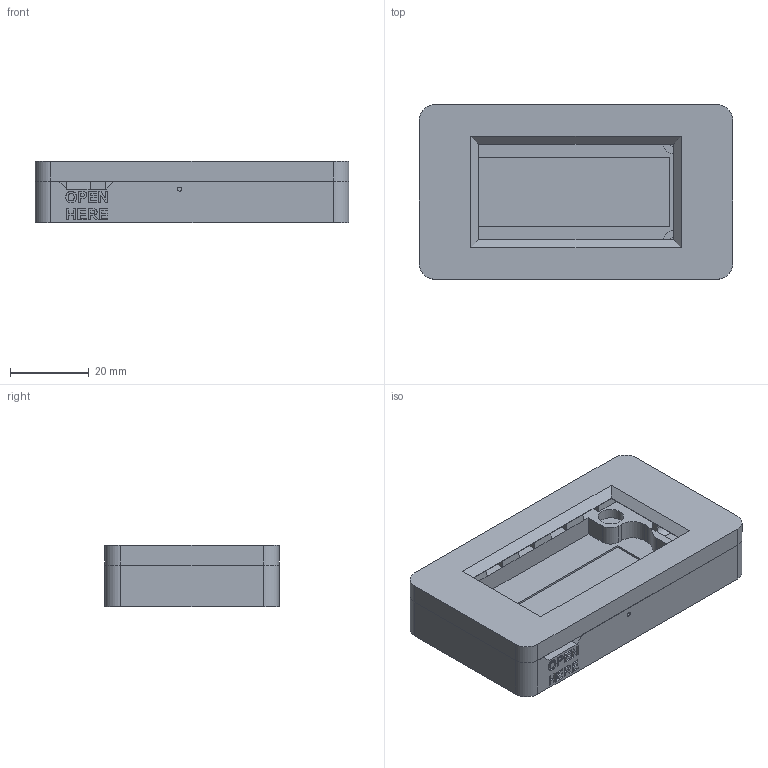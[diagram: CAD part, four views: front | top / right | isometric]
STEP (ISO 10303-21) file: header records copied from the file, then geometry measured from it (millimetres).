
FILE_DESCRIPTION(/* description */ (''),/* implementation_level */ '2;1');
FILE_NAME(/* name */ 'Inkplate 2 v1.2.3. Case v1.1.9..step',/* time_stamp */ '2023-03-16T10:01:11+01:00',/* author */ (''),/* organization */ (''),/* preprocessor_version */ 'ST-DEVELOPER v19.2',/* originating_system */ 'Autodesk Translation Framework v11.17.0.187',/* authorisation */ '');
FILE_SCHEMA (('AUTOMOTIVE_DESIGN { 1 0 10303 214 3 1 1 }'));
Length unit declared in the file: millimetre
Products named in the file (3): Inkplate 2 Case; Inkplate 2 Bottom; Inkplate 2 Top
Assembly tree (2 placements, depth 2):
  Inkplate 2 Case
    Inkplate 2 Bottom
    Inkplate 2 Top
Bounding box: 79.45 x 44.2 x 15.5 mm (x, y, z)
Volume: 18463.6 mm3; surface area: 21102.2 mm2
Topology: 2 solids, 2 shells, 563 faces, 1545 edges, 1012 vertices
Faces by surface type: plane 415, bspline 99, cylinder 41, cone 8
Full cylindrical faces by diameter (mm): 6.4 x4
Entity records: 18374 total; most frequent: CARTESIAN_POINT 4728, ORIENTED_EDGE 3090, DIRECTION 2381, EDGE_CURVE 1545, LINE 1251, VECTOR 1251, VERTEX_POINT 1012, EDGE_LOOP 593
